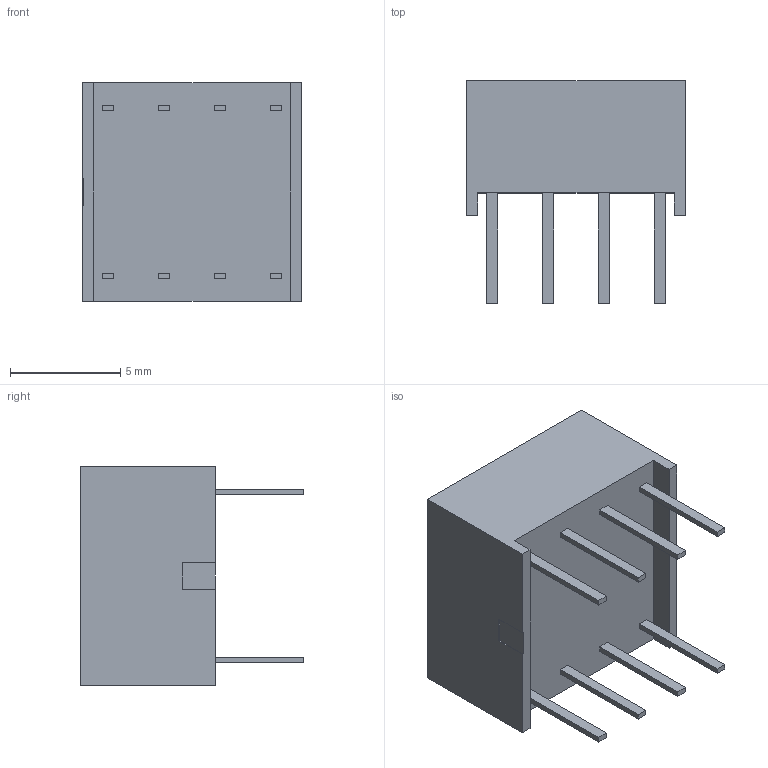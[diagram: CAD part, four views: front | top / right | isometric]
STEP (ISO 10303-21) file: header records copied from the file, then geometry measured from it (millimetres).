
FILE_DESCRIPTION (( 'STEP AP214' ), '1' );
FILE_NAME ('KB-2600.STEP', '2008-09-06T18:59:32', ( '' ), ( '' ), 'SwSTEP 2.0', 'SolidWorks 2008', '' );
FILE_SCHEMA (( 'AUTOMOTIVE_DESIGN' ));
Length unit declared in the file: millimetre
Products named in the file (1): KB-2600
Bounding box: 9.94 x 10.13 x 9.94 mm (x, y, z)
Volume: 722.9 mm3; surface area: 793.8 mm2
Topology: 11 solids, 11 shells, 357 faces, 921 edges, 614 vertices
Faces by surface type: plane 241, bspline 116
Entity records: 19679 total; most frequent: CARTESIAN_POINT 8281, ORIENTED_EDGE 1842, DIRECTION 1173, EDGE_CURVE 921, VECTOR 689, LINE 689, VERTEX_POINT 614, EDGE_LOOP 385
